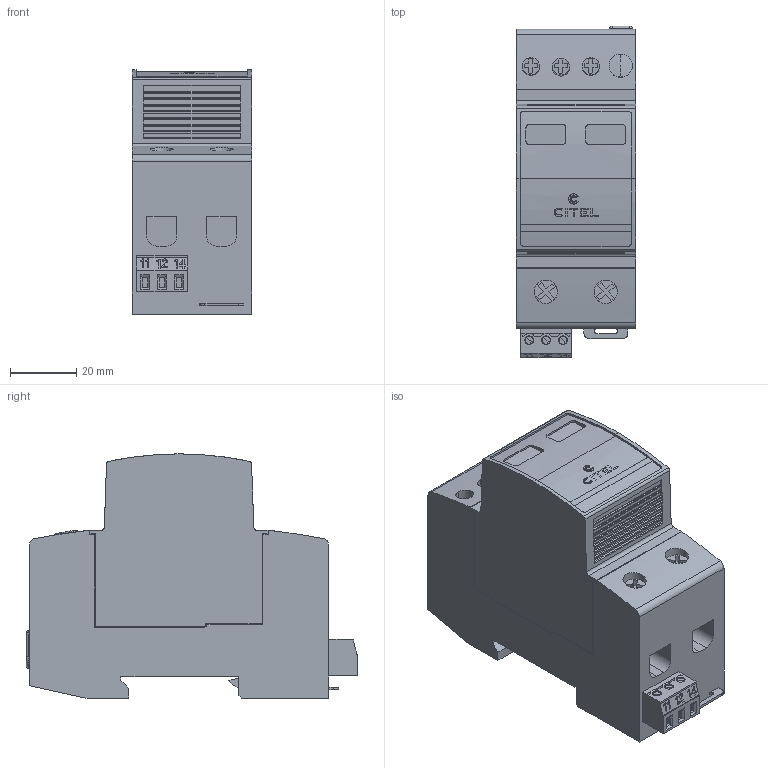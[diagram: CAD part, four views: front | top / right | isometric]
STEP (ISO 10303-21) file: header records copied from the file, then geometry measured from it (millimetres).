
FILE_DESCRIPTION(('STEP AP242'),'1');
FILE_NAME('dac40cs-30-275.stp','2021-11-08T13:12:52',('TraceParts'),('TraceParts S.A.'),'Spatial InterOp 3D',' ',' ');
FILE_SCHEMA(('AP242_MANAGED_MODEL_BASED_3D_ENGINEERING_MIM_LF {1 0 10303 442 1 1 4}'));
Length unit declared in the file: millimetre
Products named in the file (1): dac40cs-30-275
Bounding box: 36 x 99.8 x 73.51 mm (x, y, z)
Volume: 182895.6 mm3; surface area: 27662.4 mm2
Topology: 1 solids, 3 shells, 623 faces, 1741 edges, 1182 vertices
Faces by surface type: plane 450, cylinder 167, sphere 4, torus 2
Entity records: 25633 total; most frequent: CARTESIAN_POINT 4753, ORIENTED_EDGE 3474, DIRECTION 3304, EDGE_CURVE 1737, LINE 1286, VECTOR 1286, VERTEX_POINT 1182, AXIS2_PLACEMENT_3D 1009
